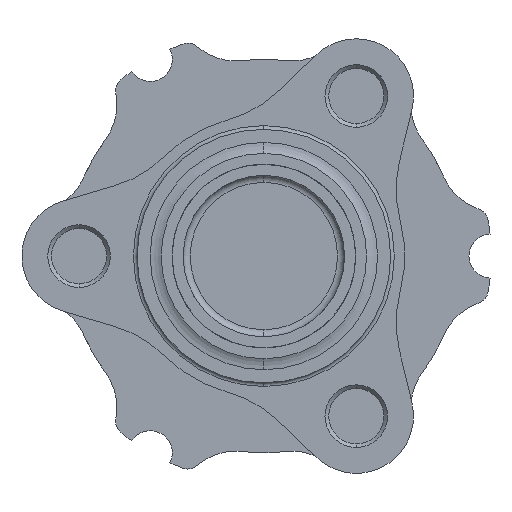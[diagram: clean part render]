
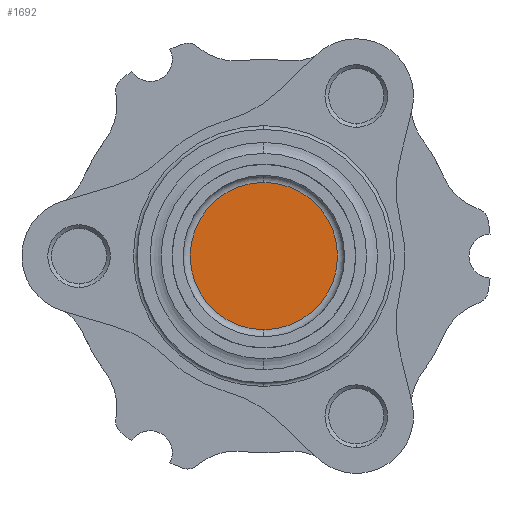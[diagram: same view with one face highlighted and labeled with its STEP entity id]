
A CAD part, left-side view. The second image highlights one B-rep face of the part: STEP entity #1692.
In plain terms, the highlighted planar face has unit normal (-1, 0, 0).
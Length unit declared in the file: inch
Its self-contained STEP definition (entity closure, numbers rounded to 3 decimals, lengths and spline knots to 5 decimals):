
#387 = CIRCLE ( 'NONE', #1616, 0.6275 ) ;
#527 = DIRECTION ( 'NONE',  ( 0., 0., -1. ) ) ;
#793 = CIRCLE ( 'NONE', #3448, 0.6275 ) ;
#1201 = ORIENTED_EDGE ( 'NONE', *, *, #7292, .T. ) ;
#1616 = AXIS2_PLACEMENT_3D ( 'NONE', #3286, #9158, #2556 ) ;
#1692 = ADVANCED_FACE ( 'NONE', ( #9880 ), #2069, .F. ) ;
#2069 = PLANE ( 'NONE',  #3048 ) ;
#2172 = DIRECTION ( 'NONE',  ( -1., 0., 0. ) ) ;
#2175 = CARTESIAN_POINT ( 'NONE',  ( -24.36006, 8.43787, 0. ) ) ;
#2556 = DIRECTION ( 'NONE',  ( 0., 0., -1. ) ) ;
#2946 = CARTESIAN_POINT ( 'NONE',  ( -24.36006, 7.85037, 0. ) ) ;
#2949 = DIRECTION ( 'NONE',  ( 1., 0., 0. ) ) ;
#3048 = AXIS2_PLACEMENT_3D ( 'NONE', #2175, #2949, #527 ) ;
#3239 = CARTESIAN_POINT ( 'NONE',  ( -24.36006, 7.85037, 0.6275 ) ) ;
#3286 = CARTESIAN_POINT ( 'NONE',  ( -24.36006, 7.85037, 0. ) ) ;
#3448 = AXIS2_PLACEMENT_3D ( 'NONE', #2946, #2172, #6325 ) ;
#3988 = EDGE_CURVE ( 'NONE', #7537, #6656, #387, .T. ) ;
#5702 = CARTESIAN_POINT ( 'NONE',  ( -24.36006, 7.85037, -0.6275 ) ) ;
#6325 = DIRECTION ( 'NONE',  ( 0., 0., -1. ) ) ;
#6656 = VERTEX_POINT ( 'NONE', #3239 ) ;
#7292 = EDGE_CURVE ( 'NONE', #6656, #7537, #793, .T. ) ;
#7537 = VERTEX_POINT ( 'NONE', #5702 ) ;
#8199 = EDGE_LOOP ( 'NONE', ( #8981, #1201 ) ) ;
#8981 = ORIENTED_EDGE ( 'NONE', *, *, #3988, .T. ) ;
#9158 = DIRECTION ( 'NONE',  ( -1., 0., 0. ) ) ;
#9880 = FACE_OUTER_BOUND ( 'NONE', #8199, .T. ) ;
